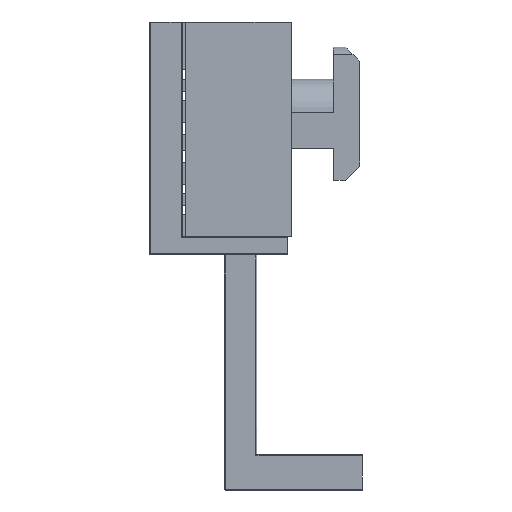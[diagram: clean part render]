
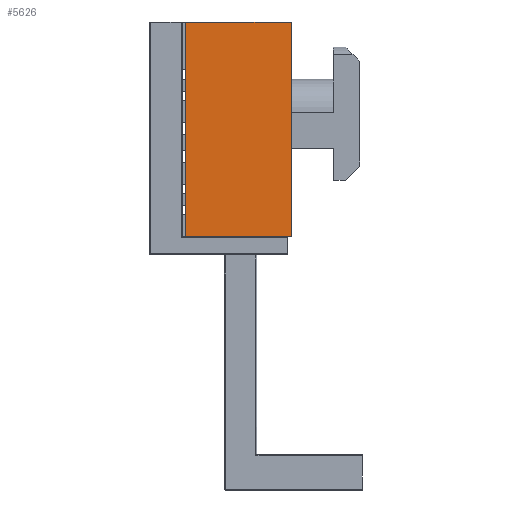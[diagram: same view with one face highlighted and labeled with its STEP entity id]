
A CAD part, left-side view. The second image highlights one B-rep face of the part: STEP entity #5626.
In plain terms, the highlighted planar face has unit normal (-1, 0, 0).
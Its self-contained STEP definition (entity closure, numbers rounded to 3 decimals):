
#157=PLANE('',#5948);
#350=FACE_OUTER_BOUND('',#652,.T.);
#652=EDGE_LOOP('',(#3831,#3832,#3833,#3834));
#972=LINE('',#7956,#1551);
#1126=LINE('',#8296,#1705);
#1139=LINE('',#8316,#1718);
#1140=LINE('',#8318,#1719);
#1551=VECTOR('',#6391,30.5);
#1705=VECTOR('',#6633,15.);
#1718=VECTOR('',#6648,15.);
#1719=VECTOR('',#6651,30.5);
#2296=VERTEX_POINT('',#7954);
#2297=VERTEX_POINT('',#7955);
#2439=VERTEX_POINT('',#8294);
#2442=VERTEX_POINT('',#8305);
#2800=EDGE_CURVE('',#2296,#2297,#972,.T.);
#2967=EDGE_CURVE('',#2439,#2297,#1126,.T.);
#2980=EDGE_CURVE('',#2442,#2296,#1139,.T.);
#2981=EDGE_CURVE('',#2442,#2439,#1140,.T.);
#3831=ORIENTED_EDGE('',*,*,#2981,.F.);
#3832=ORIENTED_EDGE('',*,*,#2980,.T.);
#3833=ORIENTED_EDGE('',*,*,#2800,.T.);
#3834=ORIENTED_EDGE('',*,*,#2967,.F.);
#5626=ADVANCED_FACE('',(#350),#157,.F.);
#5948=AXIS2_PLACEMENT_3D('',#8317,#6649,#6650);
#6391=DIRECTION('',(0.,0.,1.));
#6633=DIRECTION('',(0.,-1.,0.));
#6648=DIRECTION('',(0.,-1.,0.));
#6649=DIRECTION('center_axis',(1.,0.,0.));
#6650=DIRECTION('ref_axis',(0.,0.,-1.));
#6651=DIRECTION('',(0.,0.,1.));
#7954=CARTESIAN_POINT('',(-10.,0.,-15.25));
#7955=CARTESIAN_POINT('',(-10.,0.,15.25));
#7956=CARTESIAN_POINT('',(-10.,0.,15.25));
#8294=CARTESIAN_POINT('',(-10.,15.,15.25));
#8296=CARTESIAN_POINT('',(-10.,18.2,15.25));
#8305=CARTESIAN_POINT('',(-10.,15.,-15.25));
#8316=CARTESIAN_POINT('',(-10.,18.2,-15.25));
#8317=CARTESIAN_POINT('Origin',(-10.,18.2,15.25));
#8318=CARTESIAN_POINT('',(-10.,15.,-15.25));
